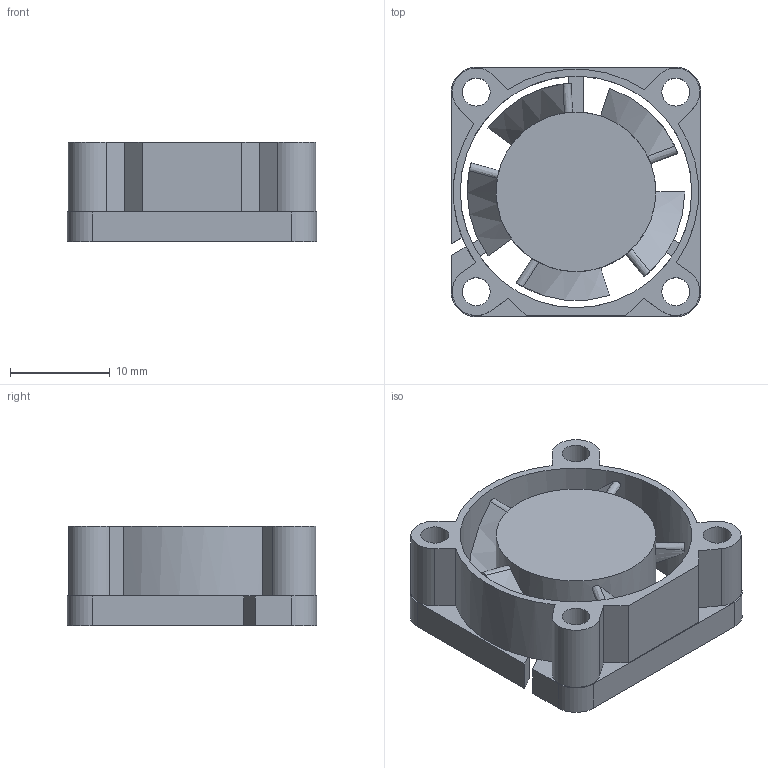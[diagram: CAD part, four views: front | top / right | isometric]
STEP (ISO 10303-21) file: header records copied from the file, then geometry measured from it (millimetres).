
FILE_DESCRIPTION(/* description */ (''),/* implementation_level */ '2;1');
FILE_NAME(/* name */ 'fan 20mm v1.step',/* time_stamp */ '2020-09-29T22:35:35-07:00',/* author */ (''),/* organization */ (''),/* preprocessor_version */ 'ST-DEVELOPER v18.1',/* originating_system */ 'Autodesk Translation Framework v9.3.0.1241',/* authorisation */ '');
FILE_SCHEMA (('AUTOMOTIVE_DESIGN { 1 0 10303 214 3 1 1 }'));
Length unit declared in the file: millimetre
Products named in the file (1): fan 20mm
Bounding box: 25 x 25 x 10 mm (x, y, z)
Volume: 3392.2 mm3; surface area: 3768.1 mm2
Topology: 1 solids, 1 shells, 79 faces, 221 edges, 141 vertices
Faces by surface type: plane 39, cylinder 25, bspline 15
Full cylindrical faces by diameter (mm): 2.8 x4, 16 x1, 23.2 x1
Entity records: 2993 total; most frequent: CARTESIAN_POINT 1002, ORIENTED_EDGE 442, DIRECTION 375, EDGE_CURVE 221, VERTEX_POINT 141, LINE 127, VECTOR 127, AXIS2_PLACEMENT_3D 124
